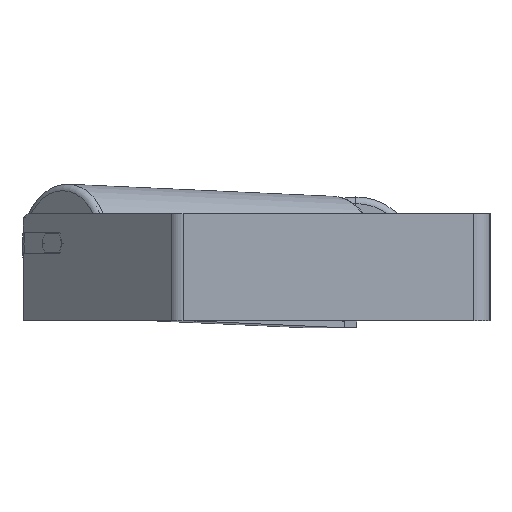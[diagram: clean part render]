
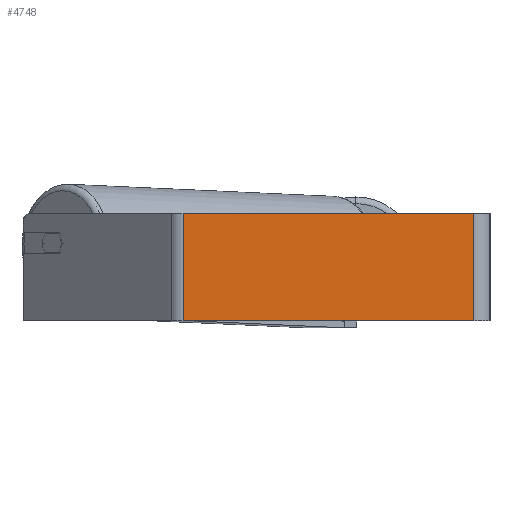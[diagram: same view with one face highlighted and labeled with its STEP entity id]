
A CAD part, left-side view. The second image highlights one B-rep face of the part: STEP entity #4748.
In plain terms, the highlighted planar face has unit normal (-1, 0, 0).
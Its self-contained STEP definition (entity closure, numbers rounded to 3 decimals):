
#166 = CARTESIAN_POINT ( 'NONE',  ( -490., 12., 40. ) ) ;
#705 = CARTESIAN_POINT ( 'NONE',  ( -490., 233.891, 40. ) ) ;
#903 = LINE ( 'NONE', #2349, #4182 ) ;
#1065 = VERTEX_POINT ( 'NONE', #1657 ) ;
#1443 = DIRECTION ( 'NONE',  ( 0., 0., -1. ) ) ;
#1631 = CARTESIAN_POINT ( 'NONE',  ( -490., 12., 40. ) ) ;
#1645 = ORIENTED_EDGE ( 'NONE', *, *, #7553, .T. ) ;
#1657 = CARTESIAN_POINT ( 'NONE',  ( -490., 12., -40. ) ) ;
#1862 = EDGE_CURVE ( 'NONE', #4083, #1065, #7711, .T. ) ;
#1967 = DIRECTION ( 'NONE',  ( 1., 0., 0. ) ) ;
#2101 = DIRECTION ( 'NONE',  ( 0., -1., 0. ) ) ;
#2151 = PLANE ( 'NONE',  #6026 ) ;
#2349 = CARTESIAN_POINT ( 'NONE',  ( -490., 228.921, 40. ) ) ;
#2429 = ORIENTED_EDGE ( 'NONE', *, *, #7808, .T. ) ;
#2580 = ORIENTED_EDGE ( 'NONE', *, *, #1862, .F. ) ;
#3127 = DIRECTION ( 'NONE',  ( 0., -1., 0. ) ) ;
#3234 = VERTEX_POINT ( 'NONE', #3566 ) ;
#3510 = DIRECTION ( 'NONE',  ( 0., 0., -1. ) ) ;
#3566 = CARTESIAN_POINT ( 'NONE',  ( -490., 228.921, 40. ) ) ;
#4083 = VERTEX_POINT ( 'NONE', #166 ) ;
#4182 = VECTOR ( 'NONE', #5103, 1000. ) ;
#4712 = EDGE_CURVE ( 'NONE', #3234, #4083, #4833, .T. ) ;
#4748 = ADVANCED_FACE ( 'NONE', ( #4796 ), #2151, .F. ) ;
#4796 = FACE_OUTER_BOUND ( 'NONE', #8154, .T. ) ;
#4833 = LINE ( 'NONE', #8892, #6756 ) ;
#5103 = DIRECTION ( 'NONE',  ( 0., 0., -1. ) ) ;
#5920 = VERTEX_POINT ( 'NONE', #7352 ) ;
#6026 = AXIS2_PLACEMENT_3D ( 'NONE', #705, #1967, #3510 ) ;
#6032 = LINE ( 'NONE', #8822, #6337 ) ;
#6337 = VECTOR ( 'NONE', #3127, 1000. ) ;
#6756 = VECTOR ( 'NONE', #2101, 1000. ) ;
#7344 = ORIENTED_EDGE ( 'NONE', *, *, #4712, .F. ) ;
#7352 = CARTESIAN_POINT ( 'NONE',  ( -490., 228.921, -40. ) ) ;
#7553 = EDGE_CURVE ( 'NONE', #5920, #1065, #6032, .T. ) ;
#7711 = LINE ( 'NONE', #1631, #8461 ) ;
#7808 = EDGE_CURVE ( 'NONE', #3234, #5920, #903, .T. ) ;
#8154 = EDGE_LOOP ( 'NONE', ( #1645, #2580, #7344, #2429 ) ) ;
#8461 = VECTOR ( 'NONE', #1443, 1000. ) ;
#8822 = CARTESIAN_POINT ( 'NONE',  ( -490., 233.891, -40. ) ) ;
#8892 = CARTESIAN_POINT ( 'NONE',  ( -490., 233.891, 40. ) ) ;
